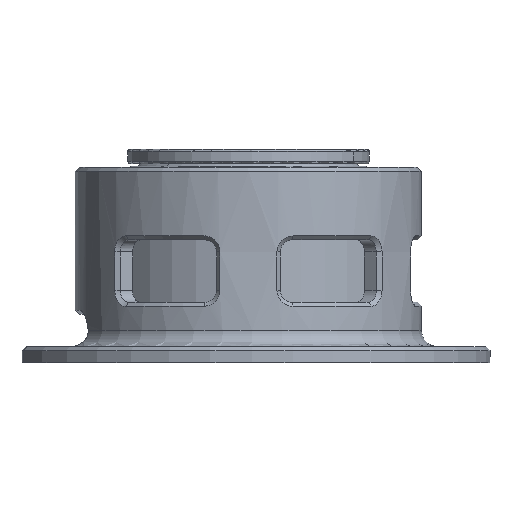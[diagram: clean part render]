
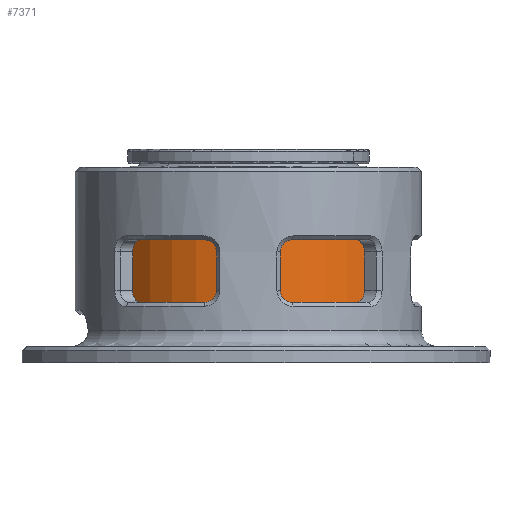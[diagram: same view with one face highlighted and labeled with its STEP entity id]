
A CAD part, front view. The second image highlights one B-rep face of the part: STEP entity #7371.
In plain terms, the highlighted cylindrical face has radius 38 mm (diameter 76 mm), a partial arc.
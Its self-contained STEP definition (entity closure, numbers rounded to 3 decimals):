
#272 = DIRECTION ( 'NONE',  ( 0., 0., -1. ) ) ;
#704 = DIRECTION ( 'NONE',  ( 0., 1., 0. ) ) ;
#840 = CIRCLE ( 'NONE', #7731, 38. ) ;
#1160 = VECTOR ( 'NONE', #11105, 1000. ) ;
#1264 = DIRECTION ( 'NONE',  ( -1., 0., 0. ) ) ;
#1472 = CIRCLE ( 'NONE', #3088, 38. ) ;
#1542 = LINE ( 'NONE', #7805, #1160 ) ;
#2058 = VECTOR ( 'NONE', #6101, 1000. ) ;
#2307 = ORIENTED_EDGE ( 'NONE', *, *, #9412, .T. ) ;
#3088 = AXIS2_PLACEMENT_3D ( 'NONE', #10419, #7248, #704 ) ;
#3446 = VERTEX_POINT ( 'NONE', #12178 ) ;
#3522 = VERTEX_POINT ( 'NONE', #13772 ) ;
#4320 = CARTESIAN_POINT ( 'NONE',  ( 755.999, 371.025, 38. ) ) ;
#4352 = ORIENTED_EDGE ( 'NONE', *, *, #11310, .F. ) ;
#5137 = VERTEX_POINT ( 'NONE', #6891 ) ;
#5709 = DIRECTION ( 'NONE',  ( 0., 0., -1. ) ) ;
#6101 = DIRECTION ( 'NONE',  ( 1., 0., 0. ) ) ;
#6891 = CARTESIAN_POINT ( 'NONE',  ( 733.499, 371.025, 38. ) ) ;
#7248 = DIRECTION ( 'NONE',  ( -1., 0., 0. ) ) ;
#7371 = ADVANCED_FACE ( 'NONE', ( #10169 ), #12241, .T. ) ;
#7731 = AXIS2_PLACEMENT_3D ( 'NONE', #12485, #1264, #272 ) ;
#7805 = CARTESIAN_POINT ( 'NONE',  ( 744.749, 371.025, -38. ) ) ;
#8269 = CARTESIAN_POINT ( 'NONE',  ( 744.749, 371.025, 38. ) ) ;
#8732 = EDGE_LOOP ( 'NONE', ( #11104, #4352, #2307, #12242 ) ) ;
#9412 = EDGE_CURVE ( 'NONE', #3522, #3446, #1542, .T. ) ;
#9873 = VERTEX_POINT ( 'NONE', #4320 ) ;
#10169 = FACE_OUTER_BOUND ( 'NONE', #8732, .T. ) ;
#10419 = CARTESIAN_POINT ( 'NONE',  ( 733.499, 371.025, 0. ) ) ;
#11104 = ORIENTED_EDGE ( 'NONE', *, *, #13953, .F. ) ;
#11105 = DIRECTION ( 'NONE',  ( 1., 0., 0. ) ) ;
#11225 = LINE ( 'NONE', #8269, #2058 ) ;
#11246 = DIRECTION ( 'NONE',  ( 1., 0., 0. ) ) ;
#11310 = EDGE_CURVE ( 'NONE', #3522, #5137, #1472, .T. ) ;
#12178 = CARTESIAN_POINT ( 'NONE',  ( 755.999, 371.025, -38. ) ) ;
#12241 = CYLINDRICAL_SURFACE ( 'NONE', #13520, 38. ) ;
#12242 = ORIENTED_EDGE ( 'NONE', *, *, #13168, .T. ) ;
#12485 = CARTESIAN_POINT ( 'NONE',  ( 755.999, 371.025, 0. ) ) ;
#13168 = EDGE_CURVE ( 'NONE', #3446, #9873, #840, .T. ) ;
#13474 = CARTESIAN_POINT ( 'NONE',  ( 744.749, 371.025, 0. ) ) ;
#13520 = AXIS2_PLACEMENT_3D ( 'NONE', #13474, #11246, #5709 ) ;
#13772 = CARTESIAN_POINT ( 'NONE',  ( 733.499, 371.025, -38. ) ) ;
#13953 = EDGE_CURVE ( 'NONE', #5137, #9873, #11225, .T. ) ;
